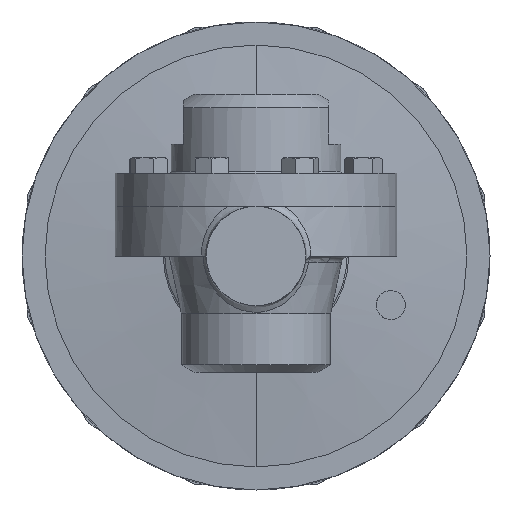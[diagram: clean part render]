
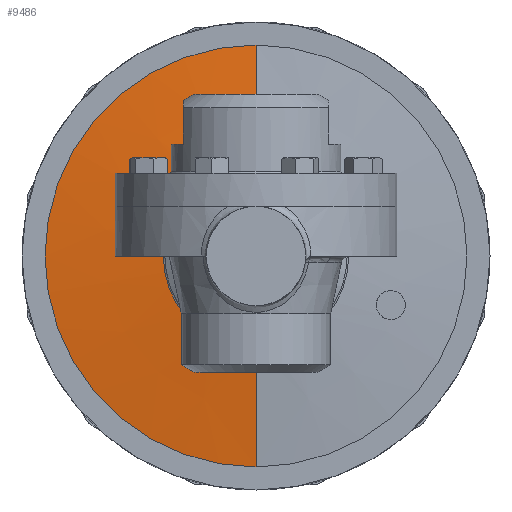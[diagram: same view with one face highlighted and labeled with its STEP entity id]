
A CAD part, front view. The second image highlights one B-rep face of the part: STEP entity #9486.
In plain terms, the highlighted conical face has half-angle 84 degrees and reference radius 34.925 mm.
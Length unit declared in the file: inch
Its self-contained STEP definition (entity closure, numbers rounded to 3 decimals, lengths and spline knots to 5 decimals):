
#194 = CARTESIAN_POINT ( 'NONE',  ( 0., 2.56235, 1.39739 ) ) ;
#343 = DIRECTION ( 'NONE',  ( 0., 1., 0. ) ) ;
#365 = DIRECTION ( 'NONE',  ( 0., 1., 0. ) ) ;
#485 = CARTESIAN_POINT ( 'NONE',  ( 0., 2.75, -3.18273 ) ) ;
#1150 = FACE_OUTER_BOUND ( 'NONE', #4869, .T. ) ;
#1190 = VECTOR ( 'NONE', #3492, 39.37008 ) ;
#1760 = ORIENTED_EDGE ( 'NONE', *, *, #7464, .T. ) ;
#1963 = VERTEX_POINT ( 'NONE', #4094 ) ;
#1966 = CARTESIAN_POINT ( 'NONE',  ( 0., 2.56235, -1.39739 ) ) ;
#2398 = CIRCLE ( 'NONE', #5931, 1.39739 ) ;
#2546 = CARTESIAN_POINT ( 'NONE',  ( 0., 2.56, -1.375 ) ) ;
#2822 = CIRCLE ( 'NONE', #8439, 3.18273 ) ;
#2863 = VERTEX_POINT ( 'NONE', #194 ) ;
#3414 = CONICAL_SURFACE ( 'NONE', #11765, 1.375, 1.466 ) ;
#3492 = DIRECTION ( 'NONE',  ( 0., 0.105, -0.995 ) ) ;
#3499 = VERTEX_POINT ( 'NONE', #1966 ) ;
#3509 = ORIENTED_EDGE ( 'NONE', *, *, #4421, .T. ) ;
#4019 = CARTESIAN_POINT ( 'NONE',  ( 0., 2.56, 1.375 ) ) ;
#4094 = CARTESIAN_POINT ( 'NONE',  ( 0., 2.75, 3.18273 ) ) ;
#4421 = EDGE_CURVE ( 'NONE', #1963, #5382, #2822, .T. ) ;
#4609 = LINE ( 'NONE', #4019, #6825 ) ;
#4869 = EDGE_LOOP ( 'NONE', ( #6907, #1760, #5211, #3509 ) ) ;
#5177 = CARTESIAN_POINT ( 'NONE',  ( 0., 2.56, 0. ) ) ;
#5211 = ORIENTED_EDGE ( 'NONE', *, *, #8191, .T. ) ;
#5382 = VERTEX_POINT ( 'NONE', #485 ) ;
#5694 = CARTESIAN_POINT ( 'NONE',  ( 0., 2.75, 0. ) ) ;
#5931 = AXIS2_PLACEMENT_3D ( 'NONE', #6071, #343, #7020 ) ;
#5935 = DIRECTION ( 'NONE',  ( 0., 0.105, 0.995 ) ) ;
#6071 = CARTESIAN_POINT ( 'NONE',  ( 0., 2.56235, 0. ) ) ;
#6635 = DIRECTION ( 'NONE',  ( 0., 0., -1. ) ) ;
#6825 = VECTOR ( 'NONE', #5935, 39.37008 ) ;
#6907 = ORIENTED_EDGE ( 'NONE', *, *, #7642, .F. ) ;
#7020 = DIRECTION ( 'NONE',  ( 0., 0., 1. ) ) ;
#7464 = EDGE_CURVE ( 'NONE', #3499, #2863, #2398, .T. ) ;
#7642 = EDGE_CURVE ( 'NONE', #3499, #5382, #11314, .T. ) ;
#8191 = EDGE_CURVE ( 'NONE', #2863, #1963, #4609, .T. ) ;
#8439 = AXIS2_PLACEMENT_3D ( 'NONE', #5694, #12328, #6635 ) ;
#9486 = ADVANCED_FACE ( 'NONE', ( #1150 ), #3414, .T. ) ;
#11314 = LINE ( 'NONE', #2546, #1190 ) ;
#11765 = AXIS2_PLACEMENT_3D ( 'NONE', #5177, #365, #11807 ) ;
#11807 = DIRECTION ( 'NONE',  ( 0., 0., 1. ) ) ;
#12328 = DIRECTION ( 'NONE',  ( 0., -1., 0. ) ) ;
